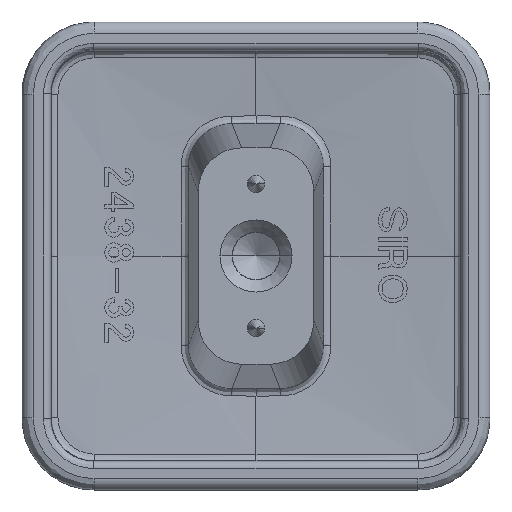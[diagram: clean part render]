
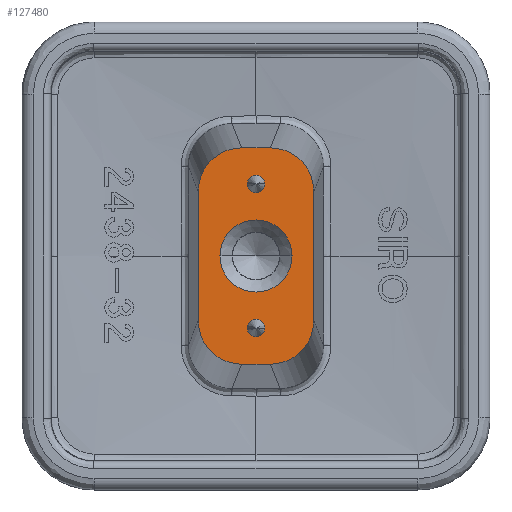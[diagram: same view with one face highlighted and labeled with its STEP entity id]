
A CAD part, front view. The second image highlights one B-rep face of the part: STEP entity #127480.
In plain terms, the highlighted planar face has unit normal (0, -1, 0).
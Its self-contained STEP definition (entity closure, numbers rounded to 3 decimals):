
#61660=CARTESIAN_POINT('',(-74.695,-17.,
-36.502));
#61670=VERTEX_POINT('',#61660);
#61720=CARTESIAN_POINT('',(0.,-17.,-36.509));
#61730=DIRECTION('',(-1.,0.,
0.));
#61740=VECTOR('',#61730,1.);
#61750=LINE('',#61720,#61740);
#61760=CARTESIAN_POINT('',(-72.688,-17.,
-36.502));
#61770=VERTEX_POINT('',#61760);
#61780=EDGE_CURVE('',#61770,#61670,#61750,.T.);
#63560=CARTESIAN_POINT('',(-77.688,-17.,0.));
#63570=DIRECTION('',(0.,0.,1.));
#63580=VECTOR('',#63570,1.);
#63590=LINE('',#63560,#63580);
#63600=CARTESIAN_POINT('',(-77.688,-17.,
-33.5));
#63610=VERTEX_POINT('',#63600);
#63620=CARTESIAN_POINT('',(-77.688,-17.,
-24.502));
#63630=VERTEX_POINT('',#63620);
#63640=EDGE_CURVE('',#63610,#63630,#63590,.T.);
#76790=CARTESIAN_POINT('',(-72.688,-17.,
-21.5));
#76800=VERTEX_POINT('',#76790);
#76830=CARTESIAN_POINT('',(0.,-17.,-21.493));
#76840=DIRECTION('',(-1.,0.,
0.));
#76850=VECTOR('',#76840,1.);
#76860=LINE('',#76830,#76850);
#76870=CARTESIAN_POINT('',(-74.695,-17.,
-21.5));
#76880=VERTEX_POINT('',#76870);
#76890=EDGE_CURVE('',#76800,#76880,#76860,.T.);
#77770=CARTESIAN_POINT('',(-74.293,-17.,-24.));
#77780=VERTEX_POINT('',#77770);
#77850=CARTESIAN_POINT('',(-73.093,-17.,-24.));
#77860=VERTEX_POINT('',#77850);
#77890=CARTESIAN_POINT('',(-73.693,-17.,-24.));
#77900=DIRECTION('',(0.,-1.,0.));
#77910=DIRECTION('',(-1.,0.,0.));
#77920=AXIS2_PLACEMENT_3D('',#77890,#77900,#77910);
#77930=CIRCLE('',#77920,0.6);
#77940=CARTESIAN_POINT('',(-73.691,-17.,-24.6));
#77950=VERTEX_POINT('',#77940);
#77960=EDGE_CURVE('',#77950,#77860,#77930,.T.);
#77980=EDGE_CURVE('',#77780,#77950,#77930,.T.);
#126600=CARTESIAN_POINT('',(-71.187,-17.,
-37.));
#126610=DIRECTION('',(0.,-1.,0.));
#126620=DIRECTION('',(0.,0.,1.));
#126630=AXIS2_PLACEMENT_3D('',#126600,#126610,#126620);
#126640=PLANE('',#126630);
#126650=CARTESIAN_POINT('',(-73.691,-17.,-29.001));
#126660=DIRECTION('',(0.,-1.,0.));
#126670=DIRECTION('',(-1.,0.,0.));
#126680=AXIS2_PLACEMENT_3D('',#126650,#126660,#126670);
#126690=CIRCLE('',#126680,2.5);
#126700=CARTESIAN_POINT('',(-71.191,-17.,
-29.001));
#126710=VERTEX_POINT('',#126700);
#126720=CARTESIAN_POINT('',(-76.191,-17.,
-29.001));
#126730=VERTEX_POINT('',#126720);
#126740=EDGE_CURVE('',#126710,#126730,#126690,.T.);
#126750=ORIENTED_EDGE('',*,*,#126740,.F.);
#126760=EDGE_CURVE('',#126730,#126710,#126690,.T.);
#126770=ORIENTED_EDGE('',*,*,#126760,.F.);
#126780=EDGE_LOOP('',(#126770,#126750));
#126790=FACE_BOUND('',#126780,.T.);
#126800=CARTESIAN_POINT('',(-73.693,-17.,-34.002));
#126810=DIRECTION('',(0.,1.,0.));
#126820=DIRECTION('',(-1.,0.,0.));
#126830=AXIS2_PLACEMENT_3D('',#126800,#126810,#126820);
#126840=CIRCLE('',#126830,0.6);
#126850=CARTESIAN_POINT('',(-74.293,-17.,
-34.002));
#126860=VERTEX_POINT('',#126850);
#126870=CARTESIAN_POINT('',(-73.093,-17.,
-34.002));
#126880=VERTEX_POINT('',#126870);
#126890=EDGE_CURVE('',#126860,#126880,#126840,.T.);
#126900=ORIENTED_EDGE('',*,*,#126890,.T.);
#126910=CARTESIAN_POINT('',(-73.691,-17.,-34.602));
#126920=VERTEX_POINT('',#126910);
#126930=EDGE_CURVE('',#126920,#126860,#126840,.T.);
#126940=ORIENTED_EDGE('',*,*,#126930,.T.);
#126950=EDGE_CURVE('',#126880,#126920,#126840,.T.);
#126960=ORIENTED_EDGE('',*,*,#126950,.T.);
#126970=EDGE_LOOP('',(#126960,#126940,#126900));
#126980=FACE_BOUND('',#126970,.T.);
#126990=ORIENTED_EDGE('',*,*,#77960,.F.);
#127000=EDGE_CURVE('',#77860,#77780,#77930,.T.);
#127010=ORIENTED_EDGE('',*,*,#127000,.F.);
#127020=ORIENTED_EDGE('',*,*,#77980,.F.);
#127030=EDGE_LOOP('',(#127020,#127010,#126990));
#127040=FACE_BOUND('',#127030,.T.);
#127050=CARTESIAN_POINT('',(-74.686,-17.,
-33.49));
#127060=DIRECTION('',(0.,-1.,0.));
#127070=DIRECTION('',(0.371,0.,
0.929));
#127080=AXIS2_PLACEMENT_3D('',#127050,#127060,#127070);
#127090=ELLIPSE('',#127080,3.013,3.);
#127100=EDGE_CURVE('',#63610,#61670,#127090,.T.);
#127110=ORIENTED_EDGE('',*,*,#127100,.T.);
#127120=ORIENTED_EDGE('',*,*,#63640,.F.);
#127130=CARTESIAN_POINT('',(-74.686,-17.,
-24.512));
#127140=DIRECTION('',(0.,-1.,0.));
#127150=DIRECTION('',(-0.371,0.,
0.929));
#127160=AXIS2_PLACEMENT_3D('',#127130,#127140,#127150);
#127170=ELLIPSE('',#127160,3.013,3.);
#127180=EDGE_CURVE('',#76880,#63630,#127170,.T.);
#127190=ORIENTED_EDGE('',*,*,#127180,.T.);
#127200=ORIENTED_EDGE('',*,*,#76890,.T.);
#127210=CARTESIAN_POINT('',(-72.697,-17.,
-24.511));
#127220=DIRECTION('',(0.,1.,0.));
#127230=DIRECTION('',(0.371,0.,
0.929));
#127240=AXIS2_PLACEMENT_3D('',#127210,#127220,#127230);
#127250=ELLIPSE('',#127240,3.013,3.);
#127260=CARTESIAN_POINT('',(-69.695,-17.,
-24.502));
#127270=VERTEX_POINT('',#127260);
#127280=EDGE_CURVE('',#76800,#127270,#127250,.T.);
#127290=ORIENTED_EDGE('',*,*,#127280,.F.);
#127300=CARTESIAN_POINT('',(-69.695,-17.,0.));
#127310=DIRECTION('',(0.,0.,1.));
#127320=VECTOR('',#127310,1.);
#127330=LINE('',#127300,#127320);
#127340=CARTESIAN_POINT('',(-69.695,-17.,
-33.5));
#127350=VERTEX_POINT('',#127340);
#127360=EDGE_CURVE('',#127350,#127270,#127330,.T.);
#127370=ORIENTED_EDGE('',*,*,#127360,.T.);
#127380=CARTESIAN_POINT('',(-72.697,-17.,
-33.491));
#127390=DIRECTION('',(0.,1.,0.));
#127400=DIRECTION('',(-0.371,0.,
0.929));
#127410=AXIS2_PLACEMENT_3D('',#127380,#127390,#127400);
#127420=ELLIPSE('',#127410,3.013,3.);
#127430=EDGE_CURVE('',#127350,#61770,#127420,.T.);
#127440=ORIENTED_EDGE('',*,*,#127430,.F.);
#127450=ORIENTED_EDGE('',*,*,#61780,.F.);
#127460=EDGE_LOOP('',(#127450,#127440,#127370,#127290,#127200,#127190,
#127120,#127110));
#127470=FACE_OUTER_BOUND('',#127460,.T.);
#127480=ADVANCED_FACE('',(#126790,#126980,#127040,#127470),#126640,.T.);
